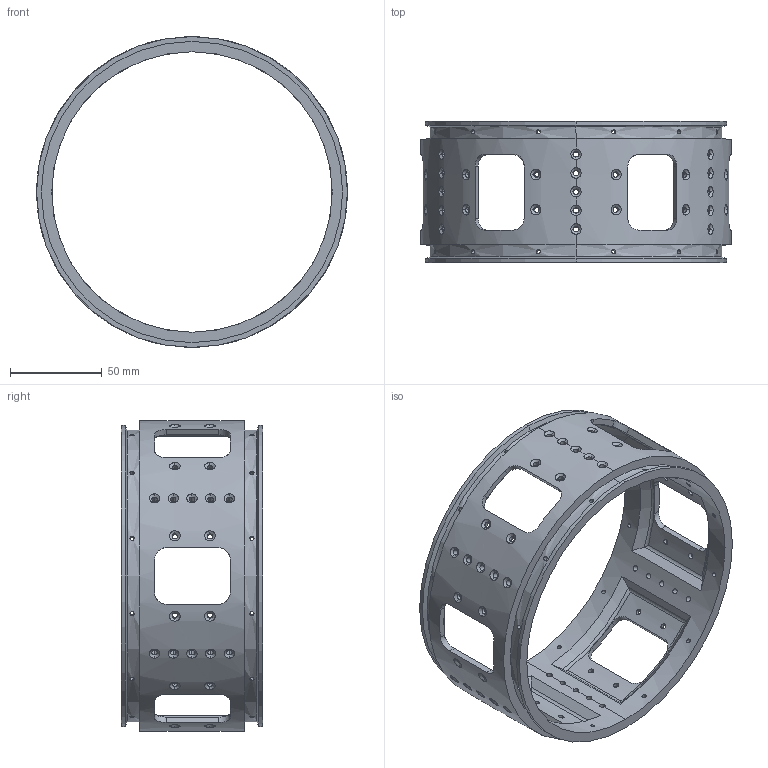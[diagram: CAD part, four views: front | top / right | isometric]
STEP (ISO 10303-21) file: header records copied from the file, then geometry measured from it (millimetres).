
FILE_DESCRIPTION (( 'STEP AP203' ), '1' );
FILE_NAME ('passthroughRing1.STEP', '2019-09-17T19:33:21', ( '' ), ( '' ), 'SwSTEP 2.0', 'SolidWorks 2018', '' );
FILE_SCHEMA (( 'CONFIG_CONTROL_DESIGN' ));
Length unit declared in the file: inch
Products named in the file (1): passthroughRing1
Bounding box: 168.91 x 76.74 x 168.91 mm (x, y, z)
Volume: 159418.9 mm3; surface area: 83657.9 mm2
Topology: 1 solids, 1 shells, 412 faces, 1144 edges, 716 vertices
Faces by surface type: cylinder 212, cone 124, plane 40, torus 24, bspline 12
Entity records: 21534 total; most frequent: CARTESIAN_POINT 11494, ORIENTED_EDGE 2288, DIRECTION 1680, EDGE_CURVE 1144, VERTEX_POINT 716, AXIS2_PLACEMENT_3D 635, EDGE_LOOP 564, B_SPLINE_CURVE_WITH_KNOTS 500
